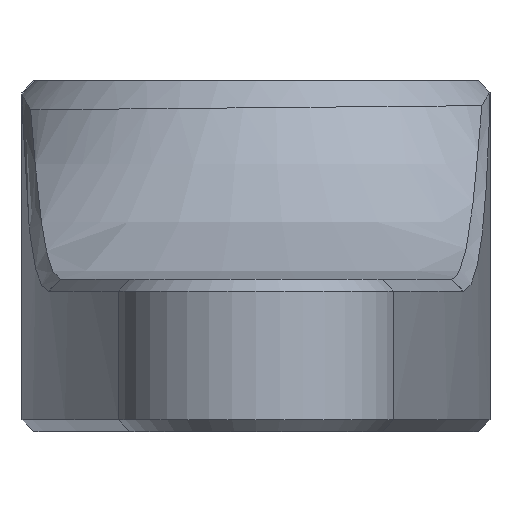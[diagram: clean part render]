
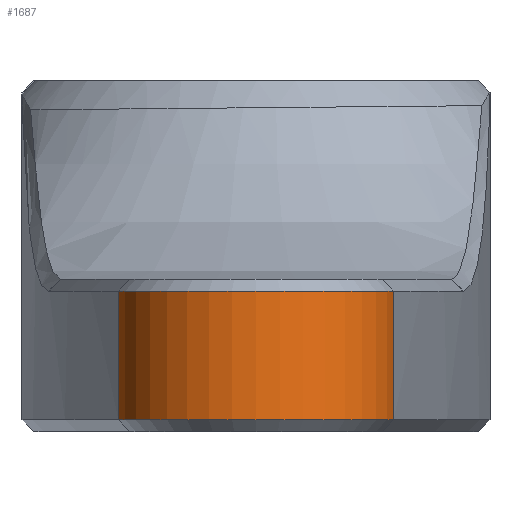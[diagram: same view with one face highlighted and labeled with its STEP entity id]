
A CAD part, left-side view. The second image highlights one B-rep face of the part: STEP entity #1687.
In plain terms, the highlighted cylindrical face has radius 6 mm (diameter 12 mm), a partial arc.
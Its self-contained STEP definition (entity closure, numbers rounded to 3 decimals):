
#93=CYLINDRICAL_SURFACE('',#1840,6.);
#138=FACE_OUTER_BOUND('',#245,.T.);
#245=EDGE_LOOP('',(#1184,#1185,#1186,#1187));
#354=CIRCLE('',#1804,6.);
#378=CIRCLE('',#1841,6.);
#511=LINE('',#2729,#613);
#512=LINE('',#2802,#614);
#613=VECTOR('',#2142,10.);
#614=VECTOR('',#2149,10.);
#697=VERTEX_POINT('',#2640);
#701=VERTEX_POINT('',#2649);
#729=VERTEX_POINT('',#2728);
#733=VERTEX_POINT('',#2801);
#864=EDGE_CURVE('',#697,#701,#354,.T.);
#902=EDGE_CURVE('',#729,#701,#511,.T.);
#907=EDGE_CURVE('',#733,#697,#512,.T.);
#908=EDGE_CURVE('',#729,#733,#378,.T.);
#1184=ORIENTED_EDGE('',*,*,#864,.F.);
#1185=ORIENTED_EDGE('',*,*,#907,.F.);
#1186=ORIENTED_EDGE('',*,*,#908,.F.);
#1187=ORIENTED_EDGE('',*,*,#902,.T.);
#1687=ADVANCED_FACE('',(#138),#93,.T.);
#1804=AXIS2_PLACEMENT_3D('',#2653,#2059,#2060);
#1840=AXIS2_PLACEMENT_3D('',#2800,#2147,#2148);
#1841=AXIS2_PLACEMENT_3D('',#2803,#2150,#2151);
#2059=DIRECTION('center_axis',(0.,0.,-1.));
#2060=DIRECTION('ref_axis',(-1.,0.,0.));
#2142=DIRECTION('',(0.,0.,-1.));
#2147=DIRECTION('center_axis',(0.,0.,1.));
#2148=DIRECTION('ref_axis',(-1.,0.,0.));
#2149=DIRECTION('',(0.,0.,-1.));
#2150=DIRECTION('center_axis',(0.,0.,1.));
#2151=DIRECTION('ref_axis',(-1.,0.,0.));
#2640=CARTESIAN_POINT('',(-41.188,-5.881,-7.));
#2649=CARTESIAN_POINT('',(-41.188,5.881,-7.));
#2653=CARTESIAN_POINT('Origin',(-40.,0.,-7.));
#2728=CARTESIAN_POINT('',(-41.188,5.881,-1.5));
#2729=CARTESIAN_POINT('',(-41.188,5.881,7.5));
#2800=CARTESIAN_POINT('Origin',(-40.,0.,0.));
#2801=CARTESIAN_POINT('',(-41.188,-5.881,-1.5));
#2802=CARTESIAN_POINT('',(-41.188,-5.881,7.5));
#2803=CARTESIAN_POINT('Origin',(-40.,0.,-1.5));
